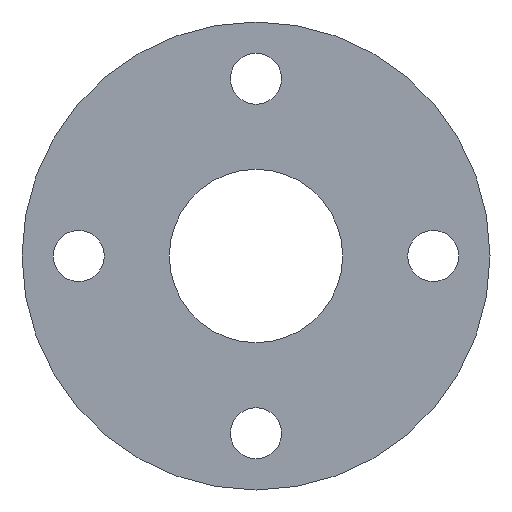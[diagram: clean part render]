
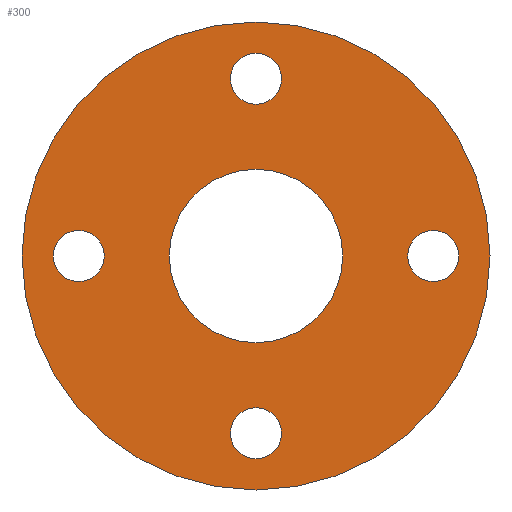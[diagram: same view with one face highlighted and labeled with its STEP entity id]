
A CAD part, front view. The second image highlights one B-rep face of the part: STEP entity #300.
In plain terms, the highlighted planar face has unit normal (0, -1, 0).
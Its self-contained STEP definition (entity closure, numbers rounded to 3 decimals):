
#4 = EDGE_CURVE ( 'NONE', #444, #34, #392, .T. ) ;
#15 = CARTESIAN_POINT ( 'NONE',  ( 62.5, 0., 9. ) ) ;
#16 = CIRCLE ( 'NONE', #44, 30.55 ) ;
#22 = AXIS2_PLACEMENT_3D ( 'NONE', #448, #355, #402 ) ;
#23 = DIRECTION ( 'NONE',  ( 0., 0., -1. ) ) ;
#29 = DIRECTION ( 'NONE',  ( 0., -1., 0. ) ) ;
#34 = VERTEX_POINT ( 'NONE', #147 ) ;
#41 = CIRCLE ( 'NONE', #505, 9. ) ;
#43 = VERTEX_POINT ( 'NONE', #273 ) ;
#44 = AXIS2_PLACEMENT_3D ( 'NONE', #181, #226, #168 ) ;
#45 = CARTESIAN_POINT ( 'NONE',  ( 62.5, 0., -9. ) ) ;
#47 = CARTESIAN_POINT ( 'NONE',  ( -62.5, 0., 0. ) ) ;
#48 = DIRECTION ( 'NONE',  ( 0., -1., 0. ) ) ;
#53 = DIRECTION ( 'NONE',  ( 0., 1., 0. ) ) ;
#60 = CIRCLE ( 'NONE', #338, 9. ) ;
#62 = CARTESIAN_POINT ( 'NONE',  ( 0., 0., -82.5 ) ) ;
#65 = ORIENTED_EDGE ( 'NONE', *, *, #478, .F. ) ;
#73 = FACE_BOUND ( 'NONE', #222, .T. ) ;
#74 = CARTESIAN_POINT ( 'NONE',  ( 0., 0., 62.5 ) ) ;
#78 = EDGE_CURVE ( 'NONE', #282, #299, #250, .T. ) ;
#83 = EDGE_CURVE ( 'NONE', #498, #88, #523, .T. ) ;
#87 = DIRECTION ( 'NONE',  ( 0., 0., 1. ) ) ;
#88 = VERTEX_POINT ( 'NONE', #277 ) ;
#94 = CARTESIAN_POINT ( 'NONE',  ( 0., 0., 62.5 ) ) ;
#100 = EDGE_CURVE ( 'NONE', #309, #288, #41, .T. ) ;
#114 = CIRCLE ( 'NONE', #260, 9. ) ;
#121 = CARTESIAN_POINT ( 'NONE',  ( -62.5, 0., 0. ) ) ;
#131 = VERTEX_POINT ( 'NONE', #15 ) ;
#136 = ORIENTED_EDGE ( 'NONE', *, *, #285, .F. ) ;
#137 = AXIS2_PLACEMENT_3D ( 'NONE', #283, #142, #153 ) ;
#139 = ORIENTED_EDGE ( 'NONE', *, *, #342, .T. ) ;
#142 = DIRECTION ( 'NONE',  ( 0., 1., 0. ) ) ;
#146 = DIRECTION ( 'NONE',  ( 0., -1., 0. ) ) ;
#147 = CARTESIAN_POINT ( 'NONE',  ( -62.5, 0., 9. ) ) ;
#153 = DIRECTION ( 'NONE',  ( 0., 0., 1. ) ) ;
#155 = ORIENTED_EDGE ( 'NONE', *, *, #4, .F. ) ;
#164 = PLANE ( 'NONE',  #215 ) ;
#168 = DIRECTION ( 'NONE',  ( 0., 0., 1. ) ) ;
#175 = ORIENTED_EDGE ( 'NONE', *, *, #100, .F. ) ;
#180 = AXIS2_PLACEMENT_3D ( 'NONE', #429, #48, #325 ) ;
#181 = CARTESIAN_POINT ( 'NONE',  ( 0., 0., 0. ) ) ;
#184 = EDGE_CURVE ( 'NONE', #349, #131, #60, .T. ) ;
#198 = VERTEX_POINT ( 'NONE', #502 ) ;
#200 = CARTESIAN_POINT ( 'NONE',  ( 0., 0., 30.55 ) ) ;
#204 = DIRECTION ( 'NONE',  ( 0., 0., -1. ) ) ;
#207 = CIRCLE ( 'NONE', #544, 9. ) ;
#215 = AXIS2_PLACEMENT_3D ( 'NONE', #337, #501, #247 ) ;
#222 = EDGE_LOOP ( 'NONE', ( #139, #512 ) ) ;
#224 = EDGE_LOOP ( 'NONE', ( #388, #175 ) ) ;
#226 = DIRECTION ( 'NONE',  ( 0., 1., 0. ) ) ;
#227 = DIRECTION ( 'NONE',  ( 0., -1., 0. ) ) ;
#229 = EDGE_LOOP ( 'NONE', ( #447, #136 ) ) ;
#242 = AXIS2_PLACEMENT_3D ( 'NONE', #121, #29, #460 ) ;
#246 = AXIS2_PLACEMENT_3D ( 'NONE', #94, #146, #314 ) ;
#247 = DIRECTION ( 'NONE',  ( 0., 0., -1. ) ) ;
#250 = CIRCLE ( 'NONE', #137, 30.55 ) ;
#252 = CARTESIAN_POINT ( 'NONE',  ( 62.5, 0., 0. ) ) ;
#255 = DIRECTION ( 'NONE',  ( 0., -1., 0. ) ) ;
#259 = EDGE_CURVE ( 'NONE', #131, #349, #114, .T. ) ;
#260 = AXIS2_PLACEMENT_3D ( 'NONE', #252, #333, #422 ) ;
#261 = ORIENTED_EDGE ( 'NONE', *, *, #83, .F. ) ;
#263 = EDGE_CURVE ( 'NONE', #34, #444, #408, .T. ) ;
#273 = CARTESIAN_POINT ( 'NONE',  ( 0., 0., 71.5 ) ) ;
#277 = CARTESIAN_POINT ( 'NONE',  ( 0., 0., 82.5 ) ) ;
#282 = VERTEX_POINT ( 'NONE', #532 ) ;
#283 = CARTESIAN_POINT ( 'NONE',  ( 0., 0., 0. ) ) ;
#285 = EDGE_CURVE ( 'NONE', #43, #198, #207, .T. ) ;
#288 = VERTEX_POINT ( 'NONE', #374 ) ;
#289 = FACE_BOUND ( 'NONE', #224, .T. ) ;
#295 = DIRECTION ( 'NONE',  ( 0., -1., 0. ) ) ;
#299 = VERTEX_POINT ( 'NONE', #200 ) ;
#300 = ADVANCED_FACE ( 'NONE', ( #368, #417, #496, #289, #73, #452 ), #164, .T. ) ;
#301 = CARTESIAN_POINT ( 'NONE',  ( 0., 0., 0. ) ) ;
#309 = VERTEX_POINT ( 'NONE', #455 ) ;
#314 = DIRECTION ( 'NONE',  ( 0., 0., -1. ) ) ;
#325 = DIRECTION ( 'NONE',  ( 0., 0., -1. ) ) ;
#333 = DIRECTION ( 'NONE',  ( 0., -1., 0. ) ) ;
#337 = CARTESIAN_POINT ( 'NONE',  ( 0., 0., 82.5 ) ) ;
#338 = AXIS2_PLACEMENT_3D ( 'NONE', #415, #295, #204 ) ;
#342 = EDGE_CURVE ( 'NONE', #299, #282, #16, .T. ) ;
#343 = CARTESIAN_POINT ( 'NONE',  ( -62.5, 0., -9. ) ) ;
#349 = VERTEX_POINT ( 'NONE', #45 ) ;
#350 = CIRCLE ( 'NONE', #419, 82.5 ) ;
#355 = DIRECTION ( 'NONE',  ( 0., 1., 0. ) ) ;
#365 = CIRCLE ( 'NONE', #246, 9. ) ;
#368 = FACE_BOUND ( 'NONE', #489, .T. ) ;
#374 = CARTESIAN_POINT ( 'NONE',  ( 0., 0., -71.5 ) ) ;
#377 = DIRECTION ( 'NONE',  ( 0., 0., -1. ) ) ;
#388 = ORIENTED_EDGE ( 'NONE', *, *, #495, .F. ) ;
#390 = DIRECTION ( 'NONE',  ( 0., 0., -1. ) ) ;
#392 = CIRCLE ( 'NONE', #413, 9. ) ;
#402 = DIRECTION ( 'NONE',  ( 0., 0., 1. ) ) ;
#408 = CIRCLE ( 'NONE', #242, 9. ) ;
#413 = AXIS2_PLACEMENT_3D ( 'NONE', #47, #227, #390 ) ;
#415 = CARTESIAN_POINT ( 'NONE',  ( 62.5, 0., 0. ) ) ;
#417 = FACE_BOUND ( 'NONE', #229, .T. ) ;
#419 = AXIS2_PLACEMENT_3D ( 'NONE', #301, #53, #87 ) ;
#422 = DIRECTION ( 'NONE',  ( 0., 0., -1. ) ) ;
#429 = CARTESIAN_POINT ( 'NONE',  ( 0., 0., -62.5 ) ) ;
#443 = CARTESIAN_POINT ( 'NONE',  ( 0., 0., -62.5 ) ) ;
#444 = VERTEX_POINT ( 'NONE', #343 ) ;
#447 = ORIENTED_EDGE ( 'NONE', *, *, #528, .F. ) ;
#448 = CARTESIAN_POINT ( 'NONE',  ( 0., 0., 0. ) ) ;
#452 = FACE_OUTER_BOUND ( 'NONE', #459, .T. ) ;
#455 = CARTESIAN_POINT ( 'NONE',  ( 0., 0., -53.5 ) ) ;
#459 = EDGE_LOOP ( 'NONE', ( #65, #261 ) ) ;
#460 = DIRECTION ( 'NONE',  ( 0., 0., -1. ) ) ;
#469 = ORIENTED_EDGE ( 'NONE', *, *, #259, .F. ) ;
#477 = ORIENTED_EDGE ( 'NONE', *, *, #263, .F. ) ;
#478 = EDGE_CURVE ( 'NONE', #88, #498, #350, .T. ) ;
#489 = EDGE_LOOP ( 'NONE', ( #514, #469 ) ) ;
#495 = EDGE_CURVE ( 'NONE', #288, #309, #497, .T. ) ;
#496 = FACE_BOUND ( 'NONE', #510, .T. ) ;
#497 = CIRCLE ( 'NONE', #180, 9. ) ;
#498 = VERTEX_POINT ( 'NONE', #62 ) ;
#501 = DIRECTION ( 'NONE',  ( 0., -1., 0. ) ) ;
#502 = CARTESIAN_POINT ( 'NONE',  ( 0., 0., 53.5 ) ) ;
#505 = AXIS2_PLACEMENT_3D ( 'NONE', #443, #527, #23 ) ;
#510 = EDGE_LOOP ( 'NONE', ( #155, #477 ) ) ;
#512 = ORIENTED_EDGE ( 'NONE', *, *, #78, .T. ) ;
#514 = ORIENTED_EDGE ( 'NONE', *, *, #184, .F. ) ;
#523 = CIRCLE ( 'NONE', #22, 82.5 ) ;
#527 = DIRECTION ( 'NONE',  ( 0., -1., 0. ) ) ;
#528 = EDGE_CURVE ( 'NONE', #198, #43, #365, .T. ) ;
#532 = CARTESIAN_POINT ( 'NONE',  ( 0., 0., -30.55 ) ) ;
#544 = AXIS2_PLACEMENT_3D ( 'NONE', #74, #255, #377 ) ;
